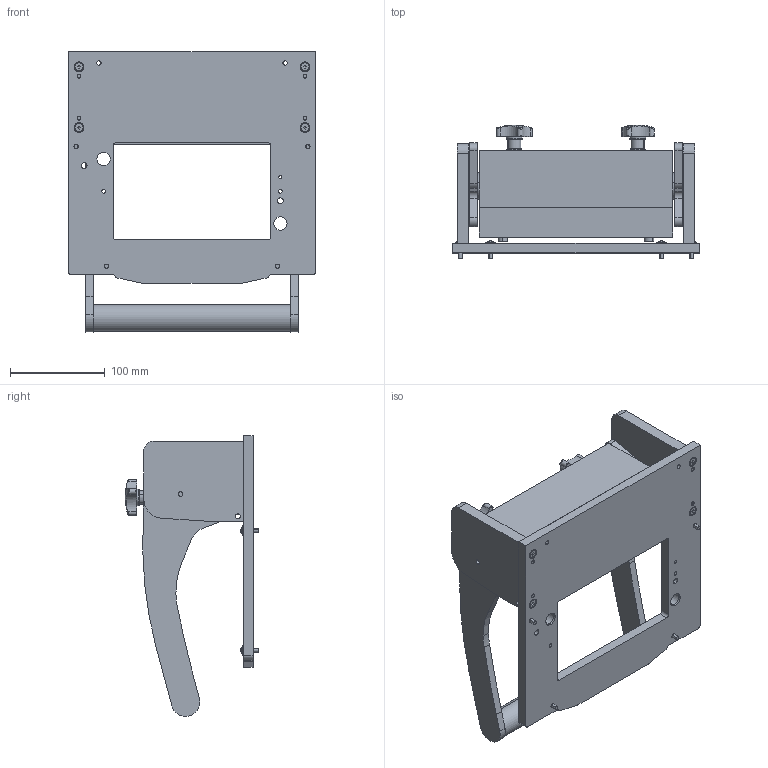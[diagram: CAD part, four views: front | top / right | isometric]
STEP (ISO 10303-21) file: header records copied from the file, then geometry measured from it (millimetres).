
FILE_DESCRIPTION (( 'STEP AP214' ), '1' );
FILE_NAME ('45910~2.STEP', '2019-06-04T11:50:20', ( '' ), ( '' ), 'SwSTEP 2.0', 'SolidWorks 2018', '' );
FILE_SCHEMA (( 'AUTOMOTIVE_DESIGN' ));
Length unit declared in the file: millimetre
Products named in the file (17): 38784~1_S; 2680~0_4 m6 x 20; 40891~1_KUNDE<S>; 17281~0_S; 2678~0; 39057~2_S; 41362~0_S; 39399~5_KUNDE<S>; 9299~0; 40572~2_KUNDE<S>; 45910~2; 38608~7_KUNDE<S>; 26724~0; 3013~0; 40594~2_S; 40595~1_KUNDE<S>; 38781~8_S
Assembly tree (32 placements, depth 2):
  45910~2
    38781~8_S
    40572~2_KUNDE<S>
    40595~1_KUNDE<S>
    40891~1_KUNDE<S>  x2
    38784~1_S
    40594~2_S
    38608~7_KUNDE<S>
    39399~5_KUNDE<S>
    39057~2_S  x2
    17281~0_S
    41362~0_S  x2
    3013~0  x2
    2680~0_4 m6 x 20  x4
    2678~0  x4
    26724~0  x4
    9299~0  x4
Bounding box: 260 x 140.59 x 295.61 mm (x, y, z)
Volume: 1399159 mm3; surface area: 379647.2 mm2
Topology: 32 solids, 32 shells, 613 faces, 1469 edges, 925 vertices
Faces by surface type: plane 242, cylinder 205, cone 104, bspline 30, sphere 24, torus 8
Entity records: 12308 total; most frequent: CARTESIAN_POINT 2669, DIRECTION 1829, ORIENTED_EDGE 1618, EDGE_CURVE 809, AXIS2_PLACEMENT_3D 717, VERTEX_POINT 523, EDGE_LOOP 414, VECTOR 395
